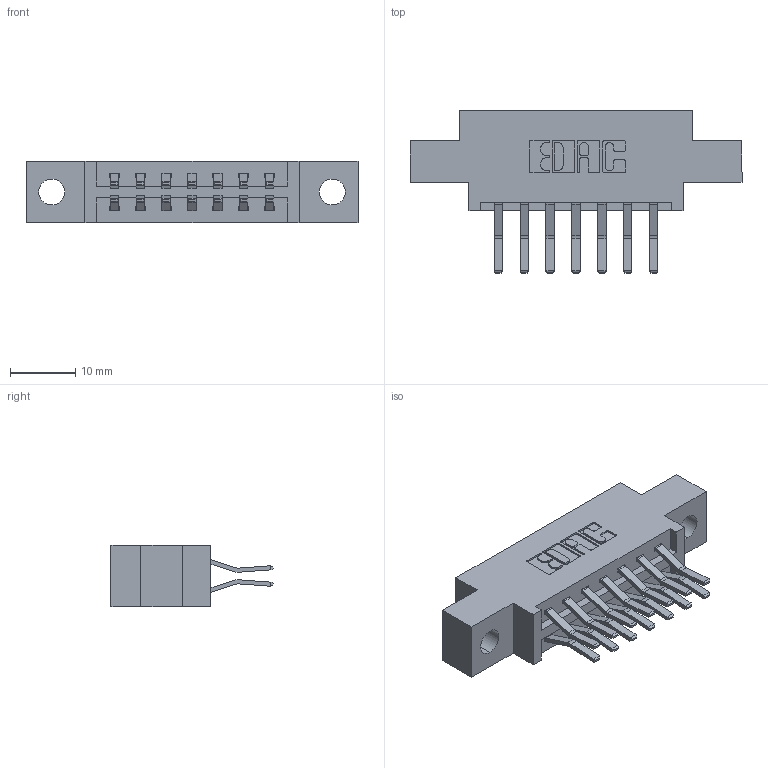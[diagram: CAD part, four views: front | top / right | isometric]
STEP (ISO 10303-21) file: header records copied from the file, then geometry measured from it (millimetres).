
FILE_DESCRIPTION (( 'STEP AP203' ), '1' );
FILE_NAME ('387-014-560-804.STEP', '2019-10-15T22:23:50', ( '' ), ( '' ), 'SwSTEP 2.0', 'SolidWorks 2016', '' );
FILE_SCHEMA (( 'CONFIG_CONTROL_DESIGN' ));
Length unit declared in the file: inch
Products named in the file (3): 337 Part_0.170 Offset - 0.156 Dia-TH; 387-014-560-804; 345-292-001_560 Tail
Assembly tree (15 placements, depth 2):
  387-014-560-804
    337 Part_0.170 Offset - 0.156 Dia-TH
    345-292-001_560 Tail  x14
Bounding box: 50.75 x 24.78 x 9.4 mm (x, y, z)
Volume: 4768.9 mm3; surface area: 5222.1 mm2
Topology: 15 solids, 15 shells, 902 faces, 2661 edges, 1754 vertices
Faces by surface type: plane 606, cylinder 296
Entity records: 10177 total; most frequent: CARTESIAN_POINT 1746, ORIENTED_EDGE 1682, DIRECTION 1553, EDGE_CURVE 841, VECTOR 709, LINE 709, VERTEX_POINT 558, AXIS2_PLACEMENT_3D 422
